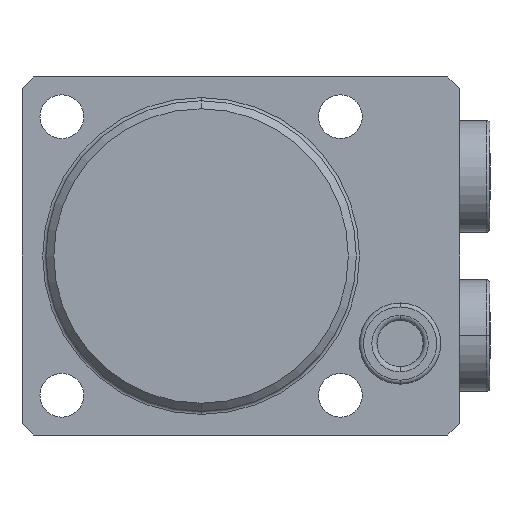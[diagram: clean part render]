
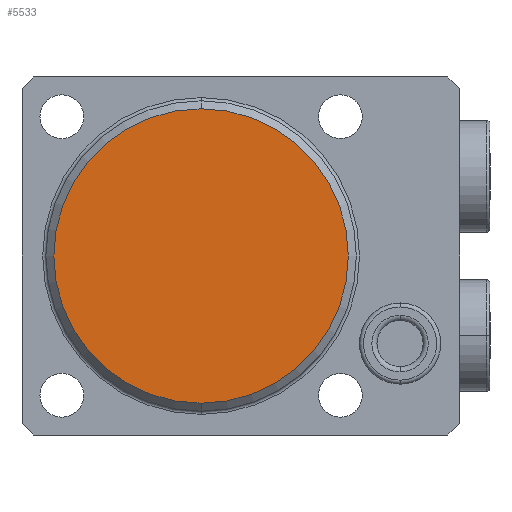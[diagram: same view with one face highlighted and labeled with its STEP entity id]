
A CAD part, front view. The second image highlights one B-rep face of the part: STEP entity #5533.
In plain terms, the highlighted planar face has unit normal (0, -1, 0).
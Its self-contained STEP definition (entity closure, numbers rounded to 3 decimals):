
#308 = FACE_OUTER_BOUND ( 'NONE', #3423, .T. ) ;
#710 = ORIENTED_EDGE ( 'NONE', *, *, #5969, .T. ) ;
#711 = ORIENTED_EDGE ( 'NONE', *, *, #8270, .T. ) ;
#1756 = DIRECTION ( 'NONE',  ( 0., 0., 1. ) ) ;
#1757 = DIRECTION ( 'NONE',  ( 0., -1., 0. ) ) ;
#1759 = CARTESIAN_POINT ( 'NONE',  ( 0., -37.5, 0. ) ) ;
#3423 = EDGE_LOOP ( 'NONE', ( #710, #711 ) ) ;
#3588 = VERTEX_POINT ( 'NONE', #3693 ) ;
#3589 = VERTEX_POINT ( 'NONE', #3690 ) ;
#3690 = CARTESIAN_POINT ( 'NONE',  ( 0., -37.5, -18.5 ) ) ;
#3693 = CARTESIAN_POINT ( 'NONE',  ( 0., -37.5, 18.5 ) ) ;
#4220 = DIRECTION ( 'NONE',  ( 0., 0., 1. ) ) ;
#4221 = DIRECTION ( 'NONE',  ( 0., -1., 0. ) ) ;
#4223 = CARTESIAN_POINT ( 'NONE',  ( 0., -37.5, 0. ) ) ;
#5272 = CIRCLE ( 'NONE', #6097, 18.5 ) ;
#5533 = ADVANCED_FACE ( 'NONE', ( #308 ), #7773, .F. ) ;
#5969 = EDGE_CURVE ( 'NONE', #3588, #3589, #6923, .T. ) ;
#6097 = AXIS2_PLACEMENT_3D ( 'NONE', #4223, #4221, #4220 ) ;
#6193 = AXIS2_PLACEMENT_3D ( 'NONE', #1759, #1757, #1756 ) ;
#6449 = AXIS2_PLACEMENT_3D ( 'NONE', #7782, #7769, #7767 ) ;
#6923 = CIRCLE ( 'NONE', #6193, 18.5 ) ;
#7767 = DIRECTION ( 'NONE',  ( 0., 0., 1. ) ) ;
#7769 = DIRECTION ( 'NONE',  ( 0., 1., 0. ) ) ;
#7773 = PLANE ( 'NONE',  #6449 ) ;
#7782 = CARTESIAN_POINT ( 'NONE',  ( 0., -37.5, 0. ) ) ;
#8270 = EDGE_CURVE ( 'NONE', #3589, #3588, #5272, .T. ) ;
